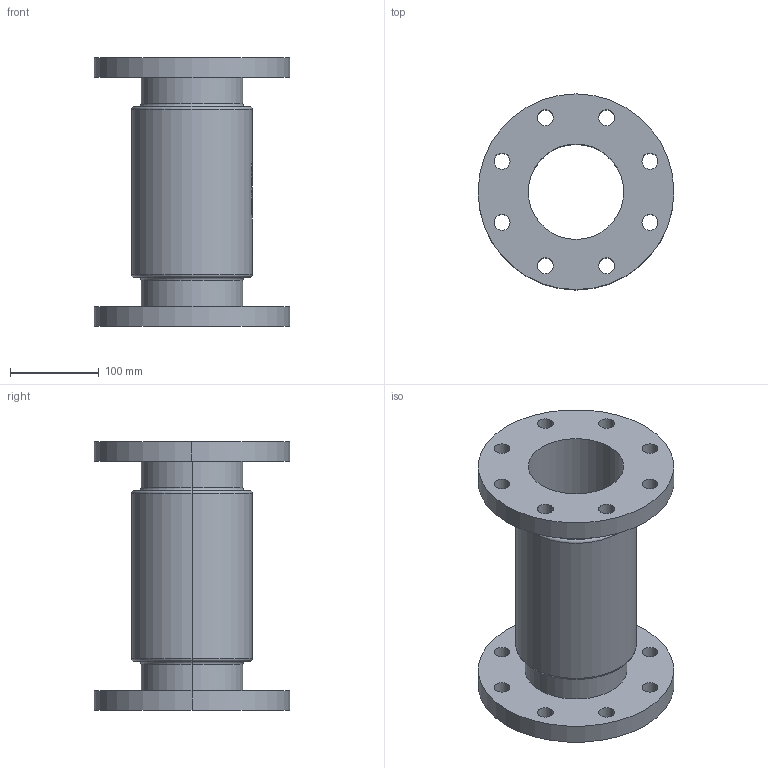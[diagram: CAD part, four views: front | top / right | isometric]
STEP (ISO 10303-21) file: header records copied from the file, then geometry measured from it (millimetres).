
FILE_DESCRIPTION (( 'STEP AP214' ), '1' );
FILE_NAME ('7120000_DN100_PN10_51420242.STEP', '2022-02-17T10:48:52', ( 'axxx' ), ( 'Hewlett-Packard Company' ), 'SwSTEP 2.0', 'SolidWorks 2019', '' );
FILE_SCHEMA (( 'AUTOMOTIVE_DESIGN' ));
Length unit declared in the file: millimetre
Products named in the file (1): 7120000_DN100_PN10_51420242
Bounding box: 220 x 220 x 302 mm (x, y, z)
Volume: 2311213 mm3; surface area: 372250.2 mm2
Topology: 1 solids, 1 shells, 543 faces, 1465 edges, 974 vertices
Faces by surface type: plane 253, bspline 206, cylinder 76, torus 8
Entity records: 29389 total; most frequent: CARTESIAN_POINT 17089, ORIENTED_EDGE 2930, DIRECTION 1829, EDGE_CURVE 1465, VERTEX_POINT 974, VECTOR 785, LINE 785, EDGE_LOOP 627
